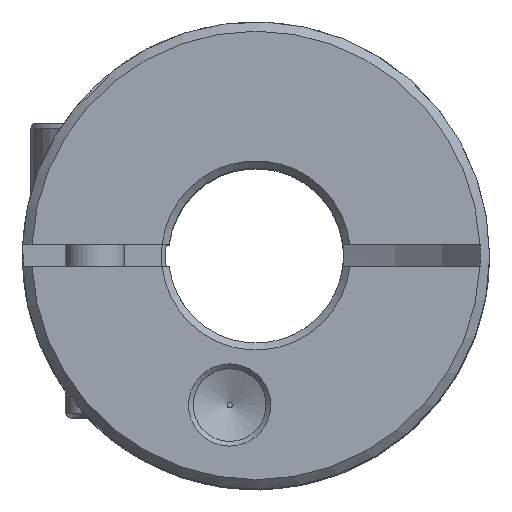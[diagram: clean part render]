
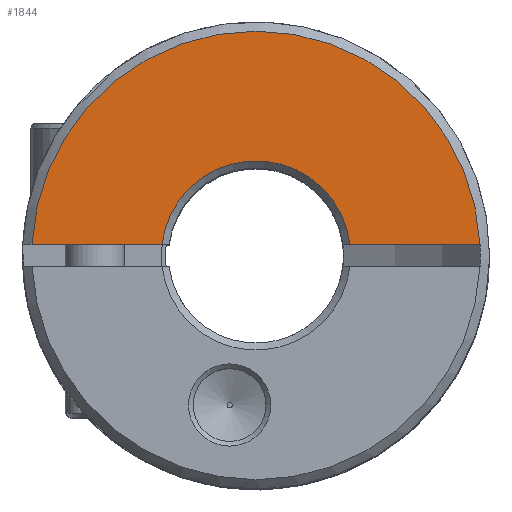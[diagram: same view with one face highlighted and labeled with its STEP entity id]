
A CAD part, top view. The second image highlights one B-rep face of the part: STEP entity #1844.
In plain terms, the highlighted planar face has unit normal (0, 0, 1).
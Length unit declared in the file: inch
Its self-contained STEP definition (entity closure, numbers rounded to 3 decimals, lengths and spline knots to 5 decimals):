
#188=LINE('',#5194,#289);
#189=LINE('',#5212,#290);
#289=VECTOR('',#2236,0.27829);
#290=VECTOR('',#2241,0.27829);
#348=PLANE('',#1966);
#460=FACE_OUTER_BOUND('',#574,.T.);
#574=EDGE_LOOP('',(#1428,#1429,#1430,#1431));
#694=CIRCLE('',#1967,0.48);
#695=CIRCLE('',#1968,0.2025);
#865=VERTEX_POINT('',#5192);
#866=VERTEX_POINT('',#5193);
#867=VERTEX_POINT('',#5209);
#868=VERTEX_POINT('',#5211);
#1083=EDGE_CURVE('',#865,#866,#188,.T.);
#1086=EDGE_CURVE('',#865,#867,#694,.T.);
#1087=EDGE_CURVE('',#868,#867,#189,.T.);
#1088=EDGE_CURVE('',#868,#866,#695,.T.);
#1428=ORIENTED_EDGE('',*,*,#1086,.T.);
#1429=ORIENTED_EDGE('',*,*,#1087,.F.);
#1430=ORIENTED_EDGE('',*,*,#1088,.T.);
#1431=ORIENTED_EDGE('',*,*,#1083,.F.);
#1844=ADVANCED_FACE('',(#460),#348,.T.);
#1966=AXIS2_PLACEMENT_3D('',#5208,#2237,#2238);
#1967=AXIS2_PLACEMENT_3D('',#5210,#2239,#2240);
#1968=AXIS2_PLACEMENT_3D('',#5213,#2242,#2243);
#2236=DIRECTION('',(-1.,0.,0.));
#2237=DIRECTION('center_axis',(0.,0.,1.));
#2238=DIRECTION('ref_axis',(1.,0.,0.));
#2239=DIRECTION('center_axis',(0.,0.,1.));
#2240=DIRECTION('ref_axis',(0.999,0.049,0.));
#2241=DIRECTION('',(-1.,0.,0.));
#2242=DIRECTION('center_axis',(0.,0.,-1.));
#2243=DIRECTION('ref_axis',(-0.993,0.116,0.));
#5192=CARTESIAN_POINT('',(0.47943,0.02344,0.35));
#5193=CARTESIAN_POINT('',(0.20114,0.02344,0.35));
#5194=CARTESIAN_POINT('',(-0.07068,0.02344,0.35));
#5208=CARTESIAN_POINT('Origin',(0.,0.,0.35));
#5209=CARTESIAN_POINT('',(-0.47943,0.02344,0.35));
#5210=CARTESIAN_POINT('Origin',(0.,0.,0.35));
#5211=CARTESIAN_POINT('',(-0.20114,0.02344,0.35));
#5212=CARTESIAN_POINT('',(-0.20114,0.02344,0.35));
#5213=CARTESIAN_POINT('Origin',(0.,0.,0.35));
